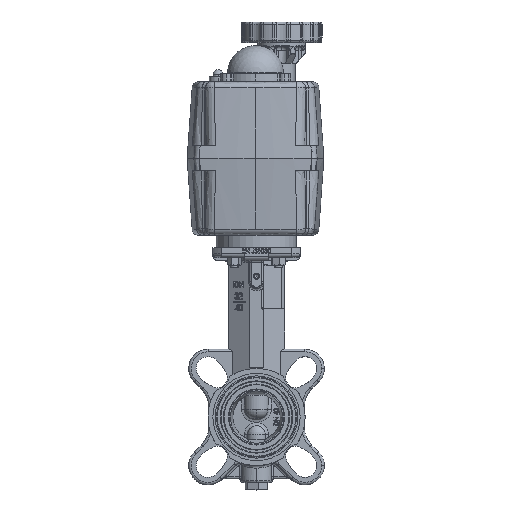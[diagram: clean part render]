
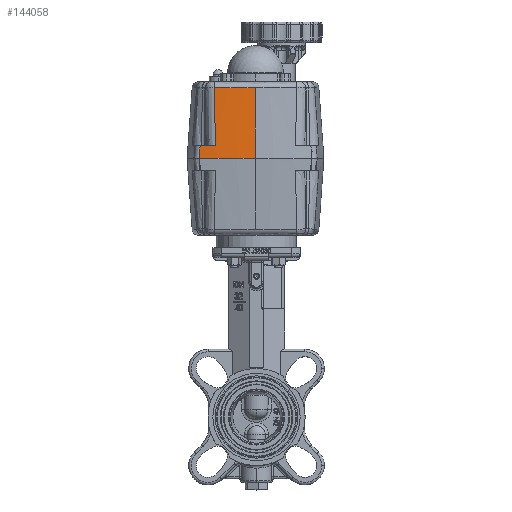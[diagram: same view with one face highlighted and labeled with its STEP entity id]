
A CAD part, top view. The second image highlights one B-rep face of the part: STEP entity #144058.
In plain terms, the highlighted conical face has half-angle 4 degrees and reference radius 403.75 mm.
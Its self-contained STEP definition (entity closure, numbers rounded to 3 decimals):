
#3110 = AXIS2_PLACEMENT_3D ( 'NONE', #26375, #51679, #39445 ) ;
#6932 = CARTESIAN_POINT ( 'NONE',  ( 71.52, -81.996, 10. ) ) ;
#7741 = CARTESIAN_POINT ( 'NONE',  ( 70.808, -82.178, 19.94 ) ) ;
#10242 = VECTOR ( 'NONE', #130714, 1000. ) ;
#11132 = CARTESIAN_POINT ( 'NONE',  ( 70.899, -95.002, 1.075 ) ) ;
#14511 = AXIS2_PLACEMENT_3D ( 'NONE', #67248, #129966, #41966 ) ;
#14933 = FACE_OUTER_BOUND ( 'NONE', #28916, .T. ) ;
#14974 = VERTEX_POINT ( 'NONE', #101845 ) ;
#15090 = B_SPLINE_CURVE_WITH_KNOTS ( 'NONE', 3,
 ( #38076, #123629, #11132, #85370, #149749, #38886 ),
 .UNSPECIFIED., .F., .F.,
 ( 4, 2, 4 ),
 ( 5.021, 6.639, 15.06 ),
 .UNSPECIFIED. ) ;
#19411 = AXIS2_PLACEMENT_3D ( 'NONE', #52833, #90302, #126983 ) ;
#20806 = CARTESIAN_POINT ( 'NONE',  ( 70.973, -82.132, 17.644 ) ) ;
#26012 = B_SPLINE_CURVE_WITH_KNOTS ( 'NONE', 3,
 ( #6932, #155386, #56735, #20806, #7741, #104808, #106399, #44502, #94197, #32253, #42906, #55935, #156988, #107204 ),
 .UNSPECIFIED., .F., .F.,
 ( 4, 2, 2, 2, 2, 2, 4 ),
 ( 13.201, 18.562, 25.471, 29.789, 39.557, 55.185, 60.189 ),
 .UNSPECIFIED. ) ;
#26375 = CARTESIAN_POINT ( 'NONE',  ( -330.259, -50., 0. ) ) ;
#27693 = ORIENTED_EDGE ( 'NONE', *, *, #55873, .F. ) ;
#28916 = EDGE_LOOP ( 'NONE', ( #71211, #93434, #27693, #123471, #139147, #47830 ) ) ;
#30661 = EDGE_CURVE ( 'NONE', #130119, #14974, #15090, .T. ) ;
#32253 = CARTESIAN_POINT ( 'NONE',  ( 69.252, -82.727, 41.476 ) ) ;
#32583 = CARTESIAN_POINT ( 'NONE',  ( 71.52, -81.996, 10. ) ) ;
#38076 = CARTESIAN_POINT ( 'NONE',  ( 70.968, -95.067, 0. ) ) ;
#38886 = CARTESIAN_POINT ( 'NONE',  ( 70.332, -94.458, 10. ) ) ;
#39445 = DIRECTION ( 'NONE',  ( 1., 0., 0. ) ) ;
#39756 = DIRECTION ( 'NONE',  ( 1., 0., 0. ) ) ;
#41966 = DIRECTION ( 'NONE',  ( 1., 0., 0. ) ) ;
#42714 = LINE ( 'NONE', #92410, #10242 ) ;
#42906 = CARTESIAN_POINT ( 'NONE',  ( 68.874, -82.895, 46.67 ) ) ;
#44502 = CARTESIAN_POINT ( 'NONE',  ( 70.099, -82.403, 29.789 ) ) ;
#46538 = VERTEX_POINT ( 'NONE', #109577 ) ;
#47830 = ORIENTED_EDGE ( 'NONE', *, *, #154238, .F. ) ;
#51679 = DIRECTION ( 'NONE',  ( 0., 0., -1. ) ) ;
#52833 = CARTESIAN_POINT ( 'NONE',  ( -330.259, -50., 10. ) ) ;
#55873 = EDGE_CURVE ( 'NONE', #80938, #46538, #26012, .T. ) ;
#55935 = CARTESIAN_POINT ( 'NONE',  ( 68.372, -83.147, 53.524 ) ) ;
#56735 = CARTESIAN_POINT ( 'NONE',  ( 71.265, -82.056, 13.565 ) ) ;
#65134 = AXIS2_PLACEMENT_3D ( 'NONE', #75627, #151448, #39756 ) ;
#67248 = CARTESIAN_POINT ( 'NONE',  ( -330.259, -50., 0. ) ) ;
#71211 = ORIENTED_EDGE ( 'NONE', *, *, #105906, .F. ) ;
#75627 = CARTESIAN_POINT ( 'NONE',  ( -330.259, -50., 56.849 ) ) ;
#80699 = CIRCLE ( 'NONE', #65134, 399.775 ) ;
#80938 = VERTEX_POINT ( 'NONE', #32583 ) ;
#85370 = CARTESIAN_POINT ( 'NONE',  ( 70.688, -94.799, 4.408 ) ) ;
#85661 = CARTESIAN_POINT ( 'NONE',  ( 69.516, -50., 56.849 ) ) ;
#87899 = EDGE_CURVE ( 'NONE', #14974, #80938, #133934, .T. ) ;
#90302 = DIRECTION ( 'NONE',  ( 0., 0., 1. ) ) ;
#92410 = CARTESIAN_POINT ( 'NONE',  ( 73.491, -50., 0. ) ) ;
#93434 = ORIENTED_EDGE ( 'NONE', *, *, #121031, .F. ) ;
#94197 = CARTESIAN_POINT ( 'NONE',  ( 69.864, -82.487, 33.036 ) ) ;
#101845 = CARTESIAN_POINT ( 'NONE',  ( 70.332, -94.458, 10. ) ) ;
#104808 = CARTESIAN_POINT ( 'NONE',  ( 70.539, -82.259, 23.672 ) ) ;
#105906 = EDGE_CURVE ( 'NONE', #148108, #146638, #42714, .T. ) ;
#106399 = CARTESIAN_POINT ( 'NONE',  ( 70.436, -82.292, 25.107 ) ) ;
#107204 = CARTESIAN_POINT ( 'NONE',  ( 68.128, -83.277, 56.849 ) ) ;
#109577 = CARTESIAN_POINT ( 'NONE',  ( 68.128, -83.277, 56.849 ) ) ;
#116111 = CIRCLE ( 'NONE', #14511, 403.75 ) ;
#121031 = EDGE_CURVE ( 'NONE', #46538, #148108, #80699, .T. ) ;
#123471 = ORIENTED_EDGE ( 'NONE', *, *, #87899, .F. ) ;
#123629 = CARTESIAN_POINT ( 'NONE',  ( 70.934, -95.035, 0.537 ) ) ;
#126983 = DIRECTION ( 'NONE',  ( 1., 0., 0. ) ) ;
#129966 = DIRECTION ( 'NONE',  ( 0., 0., -1. ) ) ;
#130119 = VERTEX_POINT ( 'NONE', #158109 ) ;
#130714 = DIRECTION ( 'NONE',  ( 0.07, 0., -0.998 ) ) ;
#133934 = CIRCLE ( 'NONE', #19411, 403.051 ) ;
#139147 = ORIENTED_EDGE ( 'NONE', *, *, #30661, .F. ) ;
#144058 = ADVANCED_FACE ( 'NONE', ( #14933 ), #159444, .T. ) ;
#146638 = VERTEX_POINT ( 'NONE', #153554 ) ;
#148108 = VERTEX_POINT ( 'NONE', #85661 ) ;
#149749 = CARTESIAN_POINT ( 'NONE',  ( 70.51, -94.628, 7.204 ) ) ;
#151448 = DIRECTION ( 'NONE',  ( 0., 0., 1. ) ) ;
#153554 = CARTESIAN_POINT ( 'NONE',  ( 73.491, -50., 0. ) ) ;
#154238 = EDGE_CURVE ( 'NONE', #146638, #130119, #116111, .T. ) ;
#155386 = CARTESIAN_POINT ( 'NONE',  ( 71.392, -82.025, 11.782 ) ) ;
#156988 = CARTESIAN_POINT ( 'NONE',  ( 68.25, -83.211, 55.187 ) ) ;
#158109 = CARTESIAN_POINT ( 'NONE',  ( 70.968, -95.067, 0. ) ) ;
#159444 = CONICAL_SURFACE ( 'NONE', #3110, 403.75, 0.07 ) ;
